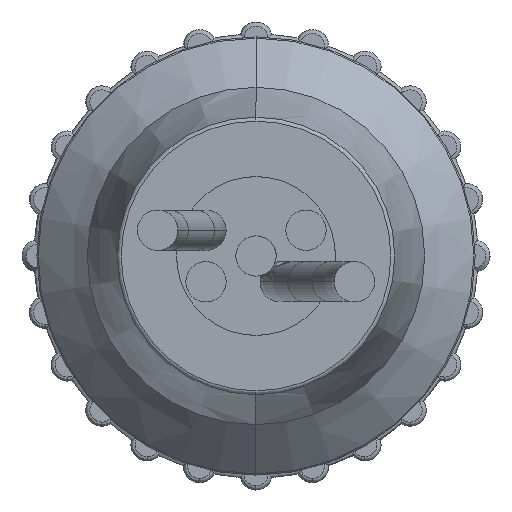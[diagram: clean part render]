
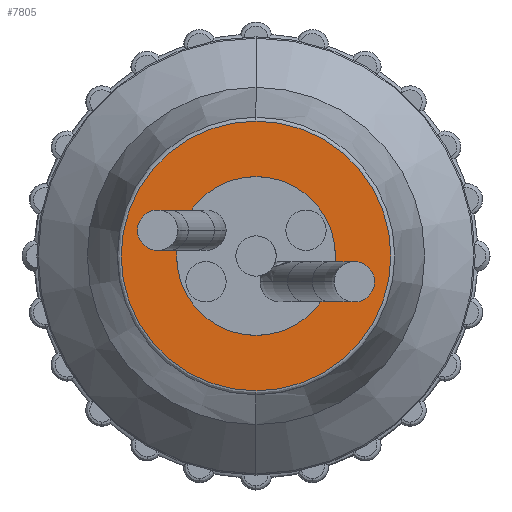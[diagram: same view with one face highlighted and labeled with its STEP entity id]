
A CAD part, left-side view. The second image highlights one B-rep face of the part: STEP entity #7805.
In plain terms, the highlighted face is planar.
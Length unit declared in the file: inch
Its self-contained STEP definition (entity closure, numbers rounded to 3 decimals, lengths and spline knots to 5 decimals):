
#206 = EDGE_CURVE ( 'NONE', #8202, #8190, #1357, .T. ) ;
#1351 = DIRECTION ( 'NONE',  ( -1., 0., 0. ) ) ;
#1352 = DIRECTION ( 'NONE',  ( 0., 0., -1. ) ) ;
#1355 = CARTESIAN_POINT ( 'NONE',  ( 0., 0., -0.874 ) ) ;
#1356 = AXIS2_PLACEMENT_3D ( 'NONE', #1355, #1352, #1351 ) ;
#1357 = CIRCLE ( 'NONE', #1356, 0.0985 ) ;
#7667 = ORIENTED_EDGE ( 'NONE', *, *, #7818, .F. ) ;
#7714 = ORIENTED_EDGE ( 'NONE', *, *, #7807, .T. ) ;
#7771 = ORIENTED_EDGE ( 'NONE', *, *, #206, .F. ) ;
#7773 = EDGE_LOOP ( 'NONE', ( #7667, #7771 ) ) ;
#7805 = ADVANCED_FACE ( 'NONE', ( #15297, #15296 ), #15295, .F. ) ;
#7806 = ORIENTED_EDGE ( 'NONE', *, *, #8102, .T. ) ;
#7807 = EDGE_CURVE ( 'NONE', #8012, #8101, #15366, .T. ) ;
#7817 = EDGE_LOOP ( 'NONE', ( #7714, #7806 ) ) ;
#7818 = EDGE_CURVE ( 'NONE', #8190, #8202, #15355, .T. ) ;
#8012 = VERTEX_POINT ( 'NONE', #12731 ) ;
#8101 = VERTEX_POINT ( 'NONE', #13000 ) ;
#8102 = EDGE_CURVE ( 'NONE', #8101, #8012, #12998, .T. ) ;
#8190 = VERTEX_POINT ( 'NONE', #13188 ) ;
#8202 = VERTEX_POINT ( 'NONE', #13228 ) ;
#12731 = CARTESIAN_POINT ( 'NONE',  ( 0.16708, 0., -0.874 ) ) ;
#12994 = DIRECTION ( 'NONE',  ( 1., 0., 0. ) ) ;
#12995 = DIRECTION ( 'NONE',  ( 0., 0., -1. ) ) ;
#12996 = CARTESIAN_POINT ( 'NONE',  ( 0., 0., -0.874 ) ) ;
#12997 = AXIS2_PLACEMENT_3D ( 'NONE', #12996, #12995, #12994 ) ;
#12998 = CIRCLE ( 'NONE', #12997, 0.16708 ) ;
#13000 = CARTESIAN_POINT ( 'NONE',  ( -0.16708, 0., -0.874 ) ) ;
#13188 = CARTESIAN_POINT ( 'NONE',  ( -0.0985, 0., -0.874 ) ) ;
#13228 = CARTESIAN_POINT ( 'NONE',  ( 0.0985, 0., -0.874 ) ) ;
#15293 = AXIS2_PLACEMENT_3D ( 'NONE', #15294, #15365, #15364 ) ;
#15294 = CARTESIAN_POINT ( 'NONE',  ( 0., 0., -0.874 ) ) ;
#15295 = PLANE ( 'NONE',  #15293 ) ;
#15296 = FACE_BOUND ( 'NONE', #7773, .T. ) ;
#15297 = FACE_OUTER_BOUND ( 'NONE', #7817, .T. ) ;
#15347 = DIRECTION ( 'NONE',  ( -1., 0., 0. ) ) ;
#15349 = DIRECTION ( 'NONE',  ( 0., 0., -1. ) ) ;
#15350 = CARTESIAN_POINT ( 'NONE',  ( 0., 0., -0.874 ) ) ;
#15351 = AXIS2_PLACEMENT_3D ( 'NONE', #15350, #15349, #15347 ) ;
#15355 = CIRCLE ( 'NONE', #15351, 0.0985 ) ;
#15360 = DIRECTION ( 'NONE',  ( 1., 0., 0. ) ) ;
#15361 = DIRECTION ( 'NONE',  ( 0., 0., -1. ) ) ;
#15362 = CARTESIAN_POINT ( 'NONE',  ( 0., 0., -0.874 ) ) ;
#15363 = AXIS2_PLACEMENT_3D ( 'NONE', #15362, #15361, #15360 ) ;
#15364 = DIRECTION ( 'NONE',  ( 1., 0., 0. ) ) ;
#15365 = DIRECTION ( 'NONE',  ( 0., 0., 1. ) ) ;
#15366 = CIRCLE ( 'NONE', #15363, 0.16708 ) ;
